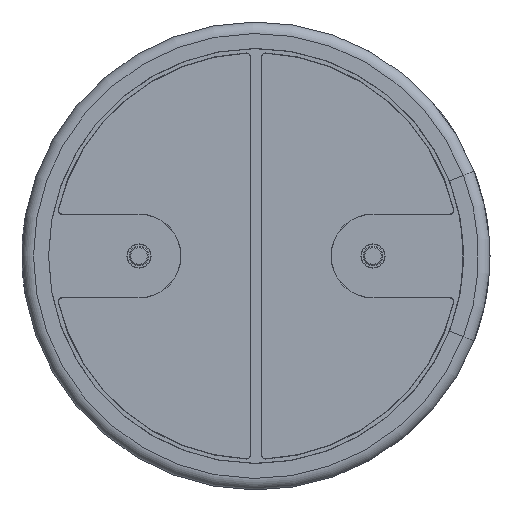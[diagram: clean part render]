
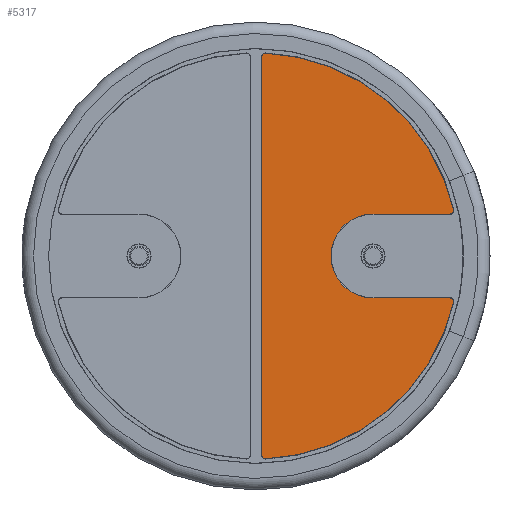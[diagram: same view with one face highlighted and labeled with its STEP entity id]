
A CAD part, front view. The second image highlights one B-rep face of the part: STEP entity #5317.
In plain terms, the highlighted planar face has unit normal (0, -1, 0).
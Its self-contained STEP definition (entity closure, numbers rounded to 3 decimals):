
#61=PLANE('',#5702);
#321=CIRCLE('',#5667,0.185);
#324=CIRCLE('',#5672,0.185);
#327=CIRCLE('',#5676,9.545);
#330=CIRCLE('',#5680,0.185);
#334=CIRCLE('',#5686,1.973);
#338=CIRCLE('',#5692,0.185);
#340=CIRCLE('',#5695,9.545);
#526=FACE_OUTER_BOUND('',#777,.T.);
#777=EDGE_LOOP('',(#4431,#4432,#4433,#4434,#4435,#4436,#4437,#4438,#4439,
#4440));
#1026=LINE('',#10753,#1254);
#1028=LINE('',#10777,#1256);
#1030=LINE('',#10789,#1258);
#1254=VECTOR('',#6517,10.);
#1256=VECTOR('',#6547,10.);
#1258=VECTOR('',#6561,10.);
#2264=VERTEX_POINT('',#10741);
#2267=VERTEX_POINT('',#10746);
#2269=VERTEX_POINT('',#10751);
#2271=VERTEX_POINT('',#10757);
#2273=VERTEX_POINT('',#10763);
#2275=VERTEX_POINT('',#10769);
#2277=VERTEX_POINT('',#10775);
#2279=VERTEX_POINT('',#10781);
#2281=VERTEX_POINT('',#10787);
#2283=VERTEX_POINT('',#10793);
#2998=EDGE_CURVE('',#2267,#2264,#321,.T.);
#3000=EDGE_CURVE('',#2269,#2267,#1026,.T.);
#3003=EDGE_CURVE('',#2271,#2269,#324,.T.);
#3006=EDGE_CURVE('',#2273,#2271,#327,.T.);
#3009=EDGE_CURVE('',#2275,#2273,#330,.T.);
#3012=EDGE_CURVE('',#2277,#2275,#1028,.T.);
#3015=EDGE_CURVE('',#2279,#2277,#334,.T.);
#3018=EDGE_CURVE('',#2281,#2279,#1030,.T.);
#3021=EDGE_CURVE('',#2283,#2281,#338,.T.);
#3023=EDGE_CURVE('',#2264,#2283,#340,.T.);
#4431=ORIENTED_EDGE('',*,*,#2998,.F.);
#4432=ORIENTED_EDGE('',*,*,#3000,.F.);
#4433=ORIENTED_EDGE('',*,*,#3003,.F.);
#4434=ORIENTED_EDGE('',*,*,#3006,.F.);
#4435=ORIENTED_EDGE('',*,*,#3009,.F.);
#4436=ORIENTED_EDGE('',*,*,#3012,.F.);
#4437=ORIENTED_EDGE('',*,*,#3015,.F.);
#4438=ORIENTED_EDGE('',*,*,#3018,.F.);
#4439=ORIENTED_EDGE('',*,*,#3021,.F.);
#4440=ORIENTED_EDGE('',*,*,#3023,.F.);
#5317=ADVANCED_FACE('',(#526),#61,.F.);
#5667=AXIS2_PLACEMENT_3D('',#10748,#6511,#6512);
#5672=AXIS2_PLACEMENT_3D('',#10759,#6523,#6524);
#5676=AXIS2_PLACEMENT_3D('',#10765,#6531,#6532);
#5680=AXIS2_PLACEMENT_3D('',#10771,#6539,#6540);
#5686=AXIS2_PLACEMENT_3D('',#10783,#6553,#6554);
#5692=AXIS2_PLACEMENT_3D('',#10795,#6567,#6568);
#5695=AXIS2_PLACEMENT_3D('',#10798,#6573,#6574);
#5702=AXIS2_PLACEMENT_3D('',#10811,#6593,#6594);
#6511=DIRECTION('center_axis',(0.,1.,0.));
#6512=DIRECTION('ref_axis',(-0.69,0.,0.724));
#6517=DIRECTION('',(0.,0.,1.));
#6523=DIRECTION('center_axis',(0.,1.,0.));
#6524=DIRECTION('ref_axis',(-0.69,0.,-0.724));
#6531=DIRECTION('center_axis',(0.,1.,0.));
#6532=DIRECTION('ref_axis',(0.639,0.,-0.769));
#6539=DIRECTION('center_axis',(0.,1.,0.));
#6540=DIRECTION('ref_axis',(0.784,0.,0.62));
#6547=DIRECTION('',(1.,0.,0.));
#6553=DIRECTION('center_axis',(0.,-1.,0.));
#6554=DIRECTION('ref_axis',(-1.,0.,0.));
#6561=DIRECTION('',(-1.,0.,0.));
#6567=DIRECTION('center_axis',(0.,1.,0.));
#6568=DIRECTION('ref_axis',(0.784,0.,-0.62));
#6573=DIRECTION('center_axis',(0.,1.,0.));
#6574=DIRECTION('ref_axis',(0.639,0.,0.769));
#6593=DIRECTION('center_axis',(0.,1.,0.));
#6594=DIRECTION('ref_axis',(0.,0.,1.));
#10741=CARTESIAN_POINT('',(0.464,-0.1,9.534));
#10746=CARTESIAN_POINT('',(0.27,-0.1,9.349));
#10748=CARTESIAN_POINT('Origin',(0.455,-0.1,9.349));
#10751=CARTESIAN_POINT('',(0.27,-0.1,-9.349));
#10753=CARTESIAN_POINT('',(0.27,-0.1,4.674));
#10757=CARTESIAN_POINT('',(0.464,-0.1,-9.534));
#10759=CARTESIAN_POINT('Origin',(0.455,-0.1,-9.349));
#10763=CARTESIAN_POINT('',(9.288,-0.1,-2.201));
#10765=CARTESIAN_POINT('Origin',(0.,-0.1,0.));
#10769=CARTESIAN_POINT('',(9.108,-0.1,-1.973));
#10771=CARTESIAN_POINT('Origin',(9.108,-0.1,-2.158));
#10775=CARTESIAN_POINT('',(5.5,-0.1,-1.973));
#10777=CARTESIAN_POINT('',(6.945,-0.1,-1.973));
#10781=CARTESIAN_POINT('',(5.5,-0.1,1.973));
#10783=CARTESIAN_POINT('Origin',(5.5,-0.1,0.));
#10787=CARTESIAN_POINT('',(9.108,-0.1,1.973));
#10789=CARTESIAN_POINT('',(5.141,-0.1,1.973));
#10793=CARTESIAN_POINT('',(9.288,-0.1,2.201));
#10795=CARTESIAN_POINT('Origin',(9.108,-0.1,2.158));
#10798=CARTESIAN_POINT('Origin',(0.,-0.1,0.));
#10811=CARTESIAN_POINT('Origin',(4.781,-0.1,0.));
